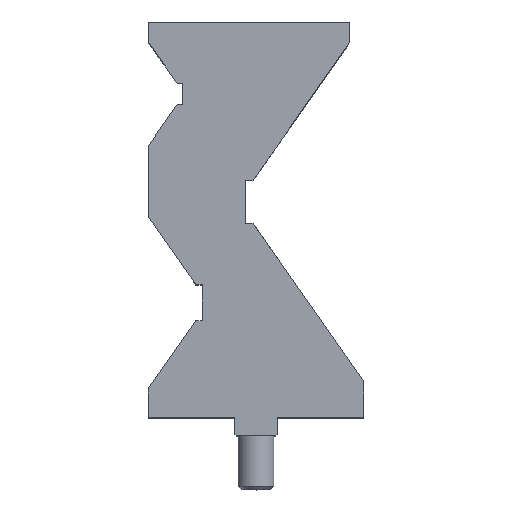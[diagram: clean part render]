
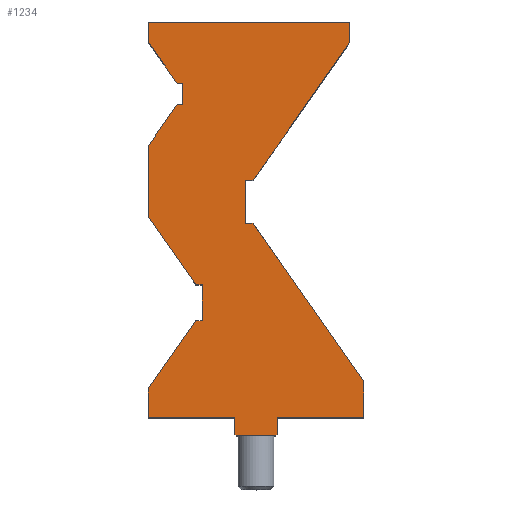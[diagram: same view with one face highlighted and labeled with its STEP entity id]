
A CAD part, top view. The second image highlights one B-rep face of the part: STEP entity #1234.
In plain terms, the highlighted planar face has unit normal (0, 0, 1).
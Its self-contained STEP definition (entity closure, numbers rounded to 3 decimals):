
#891=CARTESIAN_POINT('',(-11.684,92.969,70.0));
#892=VERTEX_POINT('',#891);
#899=CARTESIAN_POINT('',(-19.737,104.469,70.0));
#900=VERTEX_POINT('',#899);
#901=CARTESIAN_POINT('',(-19.737,104.469,70.0));
#902=DIRECTION('',(0.574,-0.819,0.0));
#903=VECTOR('',#902,14.039);
#904=LINE('',#901,#903);
#905=EDGE_CURVE('',#900,#892,#904,.T.);
#931=CARTESIAN_POINT('',(-19.737,75.469,70.0));
#932=VERTEX_POINT('',#931);
#939=CARTESIAN_POINT('',(-11.684,86.969,70.0));
#940=VERTEX_POINT('',#939);
#941=CARTESIAN_POINT('',(-11.684,86.969,70.0));
#942=DIRECTION('',(-0.574,-0.819,0.0));
#943=VECTOR('',#942,14.039);
#944=LINE('',#941,#943);
#945=EDGE_CURVE('',#940,#932,#944,.T.);
#970=CARTESIAN_POINT('',(-10.237,86.969,70.0));
#971=VERTEX_POINT('',#970);
#972=CARTESIAN_POINT('',(-10.237,86.969,70.0));
#973=DIRECTION('',(-1.0,0.0,0.0));
#974=VECTOR('',#973,1.448);
#975=LINE('',#972,#974);
#976=EDGE_CURVE('',#971,#940,#975,.T.);
#1001=CARTESIAN_POINT('',(-10.237,92.969,70.0));
#1002=VERTEX_POINT('',#1001);
#1003=CARTESIAN_POINT('',(-10.237,92.969,70.0));
#1004=DIRECTION('',(0.0,-1.0,0.0));
#1005=VECTOR('',#1004,6.0);
#1006=LINE('',#1003,#1005);
#1007=EDGE_CURVE('',#1002,#971,#1006,.T.);
#1030=CARTESIAN_POINT('',(-11.684,92.969,70.0));
#1031=DIRECTION('',(1.0,0.0,0.0));
#1032=VECTOR('',#1031,1.448);
#1033=LINE('',#1030,#1032);
#1034=EDGE_CURVE('',#892,#1002,#1033,.T.);
#1040=CARTESIAN_POINT('',(13.18,53.215,70.0));
#1041=DIRECTION('',(0.0,0.0,1.0));
#1042=DIRECTION('',(1.0,0.0,0.0));
#1043=AXIS2_PLACEMENT_3D('',#1040,#1041,#1042);
#1044=PLANE('',#1043);
#1045=ORIENTED_EDGE('',*,*,#905,.T.);
#1046=ORIENTED_EDGE('',*,*,#1034,.T.);
#1047=ORIENTED_EDGE('',*,*,#1007,.T.);
#1048=ORIENTED_EDGE('',*,*,#976,.T.);
#1049=ORIENTED_EDGE('',*,*,#945,.T.);
#1050=CARTESIAN_POINT('',(-19.737,55.969,70.0));
#1051=VERTEX_POINT('',#1050);
#1052=CARTESIAN_POINT('',(-19.737,55.969,70.0));
#1053=DIRECTION('',(0.0,1.0,0.0));
#1054=VECTOR('',#1053,19.5);
#1055=LINE('',#1052,#1054);
#1056=EDGE_CURVE('',#1051,#932,#1055,.T.);
#1057=ORIENTED_EDGE('',*,*,#1056,.F.);
#1058=CARTESIAN_POINT('',(-6.433,36.969,70.0));
#1059=VERTEX_POINT('',#1058);
#1060=CARTESIAN_POINT('',(-19.737,55.969,70.0));
#1061=DIRECTION('',(0.574,-0.819,0.0));
#1062=VECTOR('',#1061,23.195);
#1063=LINE('',#1060,#1062);
#1064=EDGE_CURVE('',#1051,#1059,#1063,.T.);
#1065=ORIENTED_EDGE('',*,*,#1064,.T.);
#1066=CARTESIAN_POINT('',(-4.737,36.969,70.0));
#1067=VERTEX_POINT('',#1066);
#1068=CARTESIAN_POINT('',(-6.433,36.969,70.0));
#1069=DIRECTION('',(1.0,0.0,0.0));
#1070=VECTOR('',#1069,1.696);
#1071=LINE('',#1068,#1070);
#1072=EDGE_CURVE('',#1059,#1067,#1071,.T.);
#1073=ORIENTED_EDGE('',*,*,#1072,.T.);
#1074=CARTESIAN_POINT('',(-4.737,26.969,70.0));
#1075=VERTEX_POINT('',#1074);
#1076=CARTESIAN_POINT('',(-4.737,36.969,70.0));
#1077=DIRECTION('',(0.0,-1.0,0.0));
#1078=VECTOR('',#1077,10.0);
#1079=LINE('',#1076,#1078);
#1080=EDGE_CURVE('',#1067,#1075,#1079,.T.);
#1081=ORIENTED_EDGE('',*,*,#1080,.T.);
#1082=CARTESIAN_POINT('',(-6.433,26.969,70.0));
#1083=VERTEX_POINT('',#1082);
#1084=CARTESIAN_POINT('',(-4.737,26.969,70.0));
#1085=DIRECTION('',(-1.0,0.0,0.0));
#1086=VECTOR('',#1085,1.696);
#1087=LINE('',#1084,#1086);
#1088=EDGE_CURVE('',#1075,#1083,#1087,.T.);
#1089=ORIENTED_EDGE('',*,*,#1088,.T.);
#1090=CARTESIAN_POINT('',(-19.737,7.969,70.0));
#1091=VERTEX_POINT('',#1090);
#1092=CARTESIAN_POINT('',(-6.433,26.969,70.0));
#1093=DIRECTION('',(-0.574,-0.819,0.0));
#1094=VECTOR('',#1093,23.195);
#1095=LINE('',#1092,#1094);
#1096=EDGE_CURVE('',#1083,#1091,#1095,.T.);
#1097=ORIENTED_EDGE('',*,*,#1096,.T.);
#1098=CARTESIAN_POINT('',(-19.737,-0.031,70.0));
#1099=VERTEX_POINT('',#1098);
#1100=CARTESIAN_POINT('',(-19.737,-0.031,70.0));
#1101=DIRECTION('',(0.0,1.0,0.0));
#1102=VECTOR('',#1101,8.);
#1103=LINE('',#1100,#1102);
#1104=EDGE_CURVE('',#1099,#1091,#1103,.T.);
#1105=ORIENTED_EDGE('',*,*,#1104,.F.);
#1106=CARTESIAN_POINT('',(4.263,-0.031,70.0));
#1107=VERTEX_POINT('',#1106);
#1108=CARTESIAN_POINT('',(4.263,-0.031,70.0));
#1109=DIRECTION('',(-1.0,0.0,0.0));
#1110=VECTOR('',#1109,24.);
#1111=LINE('',#1108,#1110);
#1112=EDGE_CURVE('',#1107,#1099,#1111,.T.);
#1113=ORIENTED_EDGE('',*,*,#1112,.F.);
#1114=CARTESIAN_POINT('',(4.263,-4.531,70.0));
#1115=VERTEX_POINT('',#1114);
#1116=CARTESIAN_POINT('',(4.263,-4.531,70.0));
#1117=DIRECTION('',(0.0,1.0,0.0));
#1118=VECTOR('',#1117,4.5);
#1119=LINE('',#1116,#1118);
#1120=EDGE_CURVE('',#1115,#1107,#1119,.T.);
#1121=ORIENTED_EDGE('',*,*,#1120,.F.);
#1122=CARTESIAN_POINT('',(4.763,-5.031,70.0));
#1123=VERTEX_POINT('',#1122);
#1124=CARTESIAN_POINT('',(4.763,-5.031,70.0));
#1125=DIRECTION('',(-0.707,0.707,0.0));
#1126=VECTOR('',#1125,0.707);
#1127=LINE('',#1124,#1126);
#1128=EDGE_CURVE('',#1123,#1115,#1127,.T.);
#1129=ORIENTED_EDGE('',*,*,#1128,.F.);
#1130=CARTESIAN_POINT('',(15.763,-5.031,70.0));
#1131=VERTEX_POINT('',#1130);
#1132=CARTESIAN_POINT('',(15.763,-5.031,70.0));
#1133=DIRECTION('',(-1.0,0.0,0.0));
#1134=VECTOR('',#1133,11.);
#1135=LINE('',#1132,#1134);
#1136=EDGE_CURVE('',#1131,#1123,#1135,.T.);
#1137=ORIENTED_EDGE('',*,*,#1136,.F.);
#1138=CARTESIAN_POINT('',(16.263,-4.531,70.0));
#1139=VERTEX_POINT('',#1138);
#1140=CARTESIAN_POINT('',(16.263,-4.531,70.0));
#1141=DIRECTION('',(-0.707,-0.707,0.0));
#1142=VECTOR('',#1141,0.707);
#1143=LINE('',#1140,#1142);
#1144=EDGE_CURVE('',#1139,#1131,#1143,.T.);
#1145=ORIENTED_EDGE('',*,*,#1144,.F.);
#1146=CARTESIAN_POINT('',(16.263,-0.031,70.0));
#1147=VERTEX_POINT('',#1146);
#1148=CARTESIAN_POINT('',(16.263,-0.031,70.0));
#1149=DIRECTION('',(0.0,-1.0,0.0));
#1150=VECTOR('',#1149,4.5);
#1151=LINE('',#1148,#1150);
#1152=EDGE_CURVE('',#1147,#1139,#1151,.T.);
#1153=ORIENTED_EDGE('',*,*,#1152,.F.);
#1154=CARTESIAN_POINT('',(40.263,-0.031,70.0));
#1155=VERTEX_POINT('',#1154);
#1156=CARTESIAN_POINT('',(40.263,-0.031,70.0));
#1157=DIRECTION('',(-1.0,0.0,0.0));
#1158=VECTOR('',#1157,24.);
#1159=LINE('',#1156,#1158);
#1160=EDGE_CURVE('',#1155,#1147,#1159,.T.);
#1161=ORIENTED_EDGE('',*,*,#1160,.F.);
#1162=CARTESIAN_POINT('',(40.263,9.969,70.0));
#1163=VERTEX_POINT('',#1162);
#1164=CARTESIAN_POINT('',(40.263,-0.031,70.0));
#1165=DIRECTION('',(0.0,1.0,0.0));
#1166=VECTOR('',#1165,10.);
#1167=LINE('',#1164,#1166);
#1168=EDGE_CURVE('',#1155,#1163,#1167,.T.);
#1169=ORIENTED_EDGE('',*,*,#1168,.T.);
#1170=CARTESIAN_POINT('',(9.454,53.969,70.0));
#1171=VERTEX_POINT('',#1170);
#1172=CARTESIAN_POINT('',(40.263,9.969,70.0));
#1173=DIRECTION('',(-0.574,0.819,0.0));
#1174=VECTOR('',#1173,53.714);
#1175=LINE('',#1172,#1174);
#1176=EDGE_CURVE('',#1163,#1171,#1175,.T.);
#1177=ORIENTED_EDGE('',*,*,#1176,.T.);
#1178=CARTESIAN_POINT('',(7.263,53.969,70.0));
#1179=VERTEX_POINT('',#1178);
#1180=CARTESIAN_POINT('',(9.454,53.969,70.0));
#1181=DIRECTION('',(-1.0,0.0,0.0));
#1182=VECTOR('',#1181,2.191);
#1183=LINE('',#1180,#1182);
#1184=EDGE_CURVE('',#1171,#1179,#1183,.T.);
#1185=ORIENTED_EDGE('',*,*,#1184,.T.);
#1186=CARTESIAN_POINT('',(7.263,65.969,70.0));
#1187=VERTEX_POINT('',#1186);
#1188=CARTESIAN_POINT('',(7.263,53.969,70.0));
#1189=DIRECTION('',(0.0,1.0,0.0));
#1190=VECTOR('',#1189,12.0);
#1191=LINE('',#1188,#1190);
#1192=EDGE_CURVE('',#1179,#1187,#1191,.T.);
#1193=ORIENTED_EDGE('',*,*,#1192,.T.);
#1194=CARTESIAN_POINT('',(9.454,65.969,70.0));
#1195=VERTEX_POINT('',#1194);
#1196=CARTESIAN_POINT('',(7.263,65.969,70.0));
#1197=DIRECTION('',(1.0,0.0,0.0));
#1198=VECTOR('',#1197,2.191);
#1199=LINE('',#1196,#1198);
#1200=EDGE_CURVE('',#1187,#1195,#1199,.T.);
#1201=ORIENTED_EDGE('',*,*,#1200,.T.);
#1202=CARTESIAN_POINT('',(36.263,104.256,70.0));
#1203=VERTEX_POINT('',#1202);
#1204=CARTESIAN_POINT('',(9.454,65.969,70.0));
#1205=DIRECTION('',(0.574,0.819,0.0));
#1206=VECTOR('',#1205,46.74);
#1207=LINE('',#1204,#1206);
#1208=EDGE_CURVE('',#1195,#1203,#1207,.T.);
#1209=ORIENTED_EDGE('',*,*,#1208,.T.);
#1210=CARTESIAN_POINT('',(36.263,109.969,70.0));
#1211=VERTEX_POINT('',#1210);
#1212=CARTESIAN_POINT('',(36.263,104.256,70.0));
#1213=DIRECTION('',(0.0,1.0,0.0));
#1214=VECTOR('',#1213,5.713);
#1215=LINE('',#1212,#1214);
#1216=EDGE_CURVE('',#1203,#1211,#1215,.T.);
#1217=ORIENTED_EDGE('',*,*,#1216,.T.);
#1218=CARTESIAN_POINT('',(-19.737,109.969,70.0));
#1219=VERTEX_POINT('',#1218);
#1220=CARTESIAN_POINT('',(-19.737,109.969,70.0));
#1221=DIRECTION('',(1.0,0.0,0.0));
#1222=VECTOR('',#1221,56.);
#1223=LINE('',#1220,#1222);
#1224=EDGE_CURVE('',#1219,#1211,#1223,.T.);
#1225=ORIENTED_EDGE('',*,*,#1224,.F.);
#1226=CARTESIAN_POINT('',(-19.737,104.469,70.0));
#1227=DIRECTION('',(0.0,1.0,0.0));
#1228=VECTOR('',#1227,5.5);
#1229=LINE('',#1226,#1228);
#1230=EDGE_CURVE('',#900,#1219,#1229,.T.);
#1231=ORIENTED_EDGE('',*,*,#1230,.F.);
#1232=EDGE_LOOP('',(#1045,#1046,#1047,#1048,#1049,#1057,#1065,#1073,#1081,#1089,#1097,#1105,#1113,#1121,#1129,#1137,#1145,#1153,#1161,#1169,#1177,#1185,#1193,#1201,#1209,#1217,#1225,#1231));
#1233=FACE_OUTER_BOUND('',#1232,.T.);
#1234=ADVANCED_FACE('',(#1233),#1044,.T.);
